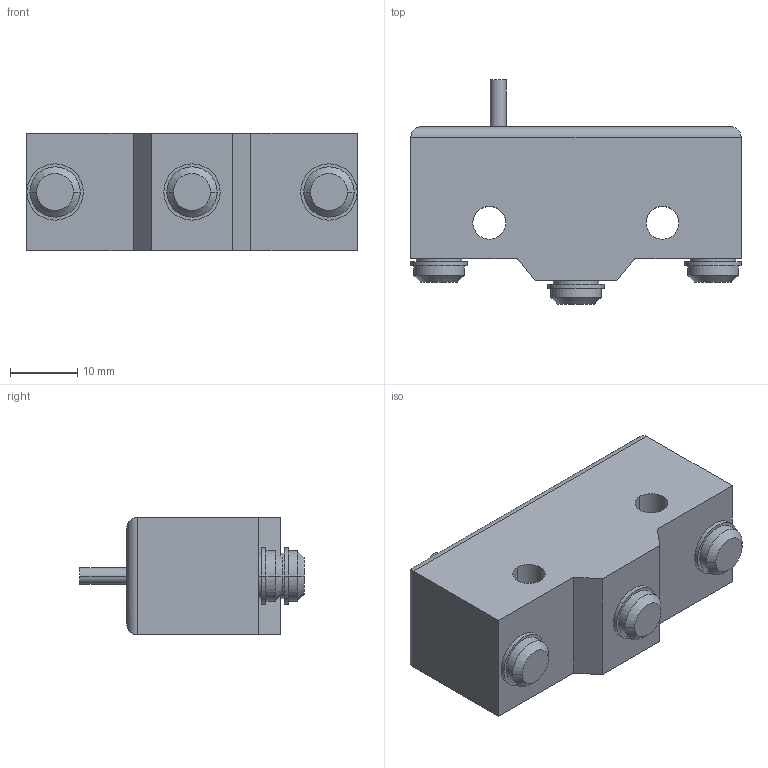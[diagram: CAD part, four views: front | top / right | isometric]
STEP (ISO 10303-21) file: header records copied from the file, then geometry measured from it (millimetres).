
FILE_DESCRIPTION((''),'2;1');
FILE_NAME('3d_KSA1F.stp','2012-10-03T07:29:30',(''),(''),'Mechanical Desktop 2011','Mechanical Desktop 2011',', , ');
FILE_SCHEMA(('CONFIG_CONTROL_DESIGN'));
Length unit declared in the file: millimetre
Products named in the file (1): Product
Bounding box: 49.2 x 33.43 x 17.5 mm (x, y, z)
Volume: 17497.9 mm3; surface area: 5462.1 mm2
Topology: 5 solids, 5 shells, 58 faces, 120 edges, 78 vertices
Faces by surface type: cylinder 22, plane 20, bspline 12, cone 4
Entity records: 1757 total; most frequent: CARTESIAN_POINT 405, DIRECTION 276, ORIENTED_EDGE 240, EDGE_CURVE 120, AXIS2_PLACEMENT_3D 109, VERTEX_POINT 78, EDGE_LOOP 68, VECTOR 58
